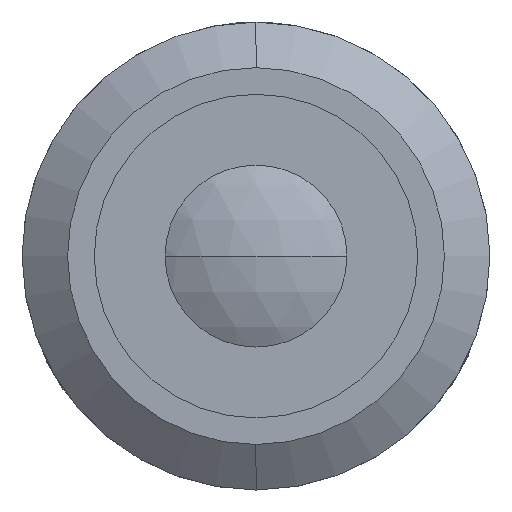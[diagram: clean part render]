
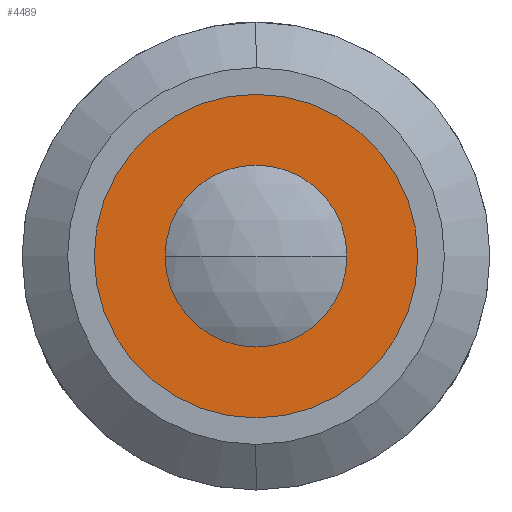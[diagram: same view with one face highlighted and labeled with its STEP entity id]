
A CAD part, left-side view. The second image highlights one B-rep face of the part: STEP entity #4489.
In plain terms, the highlighted planar face has unit normal (-1, 0, 0).
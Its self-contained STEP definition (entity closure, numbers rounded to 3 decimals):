
#38 = CARTESIAN_POINT ( 'NONE',  ( 3.8, 13., 0. ) ) ;
#307 = CARTESIAN_POINT ( 'NONE',  ( 3.8, 0., -7. ) ) ;
#375 = EDGE_CURVE ( 'NONE', #4563, #863, #2525, .T. ) ;
#412 = DIRECTION ( 'NONE',  ( -1., 0., 0. ) ) ;
#418 = EDGE_LOOP ( 'NONE', ( #4541, #2528 ) ) ;
#494 = CIRCLE ( 'NONE', #575, 7. ) ;
#575 = AXIS2_PLACEMENT_3D ( 'NONE', #3541, #1525, #2181 ) ;
#630 = ORIENTED_EDGE ( 'NONE', *, *, #2271, .F. ) ;
#728 = AXIS2_PLACEMENT_3D ( 'NONE', #38, #3953, #1526 ) ;
#863 = VERTEX_POINT ( 'NONE', #2541 ) ;
#1103 = AXIS2_PLACEMENT_3D ( 'NONE', #2529, #1830, #3248 ) ;
#1186 = DIRECTION ( 'NONE',  ( -1., 0., 0. ) ) ;
#1441 = PLANE ( 'NONE',  #728 ) ;
#1525 = DIRECTION ( 'NONE',  ( -1., 0., 0. ) ) ;
#1526 = DIRECTION ( 'NONE',  ( 0., 0., -1. ) ) ;
#1817 = DIRECTION ( 'NONE',  ( 0., 0., 1. ) ) ;
#1830 = DIRECTION ( 'NONE',  ( -1., 0., 0. ) ) ;
#2154 = CARTESIAN_POINT ( 'NONE',  ( 3.8, 0., 7. ) ) ;
#2173 = CARTESIAN_POINT ( 'NONE',  ( 3.8, 0., 0. ) ) ;
#2181 = DIRECTION ( 'NONE',  ( 0., 0., 1. ) ) ;
#2247 = FACE_BOUND ( 'NONE', #2465, .T. ) ;
#2271 = EDGE_CURVE ( 'NONE', #3560, #4059, #3932, .T. ) ;
#2381 = AXIS2_PLACEMENT_3D ( 'NONE', #4361, #1186, #4410 ) ;
#2465 = EDGE_LOOP ( 'NONE', ( #4524, #630 ) ) ;
#2525 = CIRCLE ( 'NONE', #1103, 13. ) ;
#2528 = ORIENTED_EDGE ( 'NONE', *, *, #375, .T. ) ;
#2529 = CARTESIAN_POINT ( 'NONE',  ( 3.8, 0., 0. ) ) ;
#2541 = CARTESIAN_POINT ( 'NONE',  ( 3.8, 0., 13. ) ) ;
#2593 = FACE_OUTER_BOUND ( 'NONE', #418, .T. ) ;
#2656 = CIRCLE ( 'NONE', #4502, 13. ) ;
#2665 = CARTESIAN_POINT ( 'NONE',  ( 3.8, 0., -13. ) ) ;
#2702 = EDGE_CURVE ( 'NONE', #863, #4563, #2656, .T. ) ;
#3248 = DIRECTION ( 'NONE',  ( 0., 0., 1. ) ) ;
#3301 = EDGE_CURVE ( 'NONE', #4059, #3560, #494, .T. ) ;
#3541 = CARTESIAN_POINT ( 'NONE',  ( 3.8, 0., 0. ) ) ;
#3560 = VERTEX_POINT ( 'NONE', #307 ) ;
#3932 = CIRCLE ( 'NONE', #2381, 7. ) ;
#3953 = DIRECTION ( 'NONE',  ( 1., 0., 0. ) ) ;
#4059 = VERTEX_POINT ( 'NONE', #2154 ) ;
#4361 = CARTESIAN_POINT ( 'NONE',  ( 3.8, 0., 0. ) ) ;
#4410 = DIRECTION ( 'NONE',  ( 0., 0., 1. ) ) ;
#4489 = ADVANCED_FACE ( 'NONE', ( #2247, #2593 ), #1441, .F. ) ;
#4502 = AXIS2_PLACEMENT_3D ( 'NONE', #2173, #412, #1817 ) ;
#4524 = ORIENTED_EDGE ( 'NONE', *, *, #3301, .F. ) ;
#4541 = ORIENTED_EDGE ( 'NONE', *, *, #2702, .T. ) ;
#4563 = VERTEX_POINT ( 'NONE', #2665 ) ;
